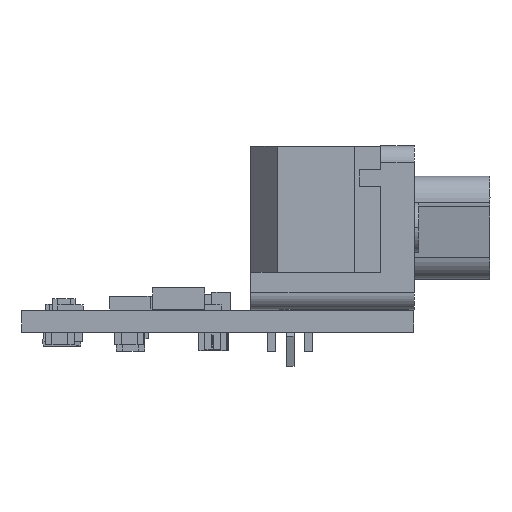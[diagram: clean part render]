
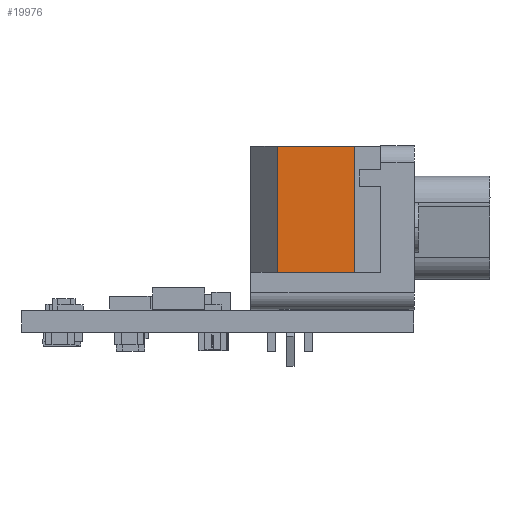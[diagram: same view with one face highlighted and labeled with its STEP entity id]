
A CAD part, left-side view. The second image highlights one B-rep face of the part: STEP entity #19976.
In plain terms, the highlighted planar face has unit normal (-1, 0, 0).
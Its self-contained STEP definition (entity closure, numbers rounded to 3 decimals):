
#19939 = PLANE('',#19940);
#19940 = AXIS2_PLACEMENT_3D('',#19941,#19942,#19943);
#19941 = CARTESIAN_POINT('',(0.,6.25,-7.299)
  );
#19942 = DIRECTION('',(0.,-1.,0.));
#19943 = DIRECTION('',(1.,0.,0.));
#19976 = ADVANCED_FACE('',(#19977),#19991,.T.);
#19977 = FACE_BOUND('',#19978,.T.);
#19978 = EDGE_LOOP('',(#19979,#20014,#20042,#20065));
#19979 = ORIENTED_EDGE('',*,*,#19980,.F.);
#19980 = EDGE_CURVE('',#19981,#19983,#19985,.T.);
#19981 = VERTEX_POINT('',#19982);
#19982 = CARTESIAN_POINT('',(-10.505,-3.4,-4.56));
#19983 = VERTEX_POINT('',#19984);
#19984 = CARTESIAN_POINT('',(-10.505,-3.4,-10.5));
#19985 = SURFACE_CURVE('',#19986,(#19990,#20002),.PCURVE_S1.);
#19986 = LINE('',#19987,#19988);
#19987 = CARTESIAN_POINT('',(-10.51,-3.4,-7.844));
#19988 = VECTOR('',#19989,1.);
#19989 = DIRECTION('',(0.,0.,-1.));
#19990 = PCURVE('',#19991,#19996);
#19991 = PLANE('',#19992);
#19992 = AXIS2_PLACEMENT_3D('',#19993,#19994,#19995);
#19993 = CARTESIAN_POINT('',(-10.51,6.25,-7.53));
#19994 = DIRECTION('',(-1.,0.,0.));
#19995 = DIRECTION('',(0.,0.,-1.));
#19996 = DEFINITIONAL_REPRESENTATION('',(#19997),#20001);
#19997 = LINE('',#19998,#19999);
#19998 = CARTESIAN_POINT('',(0.314,9.65));
#19999 = VECTOR('',#20000,1.);
#20000 = DIRECTION('',(1.,0.));
#20001 = ( GEOMETRIC_REPRESENTATION_CONTEXT(2) 
PARAMETRIC_REPRESENTATION_CONTEXT() REPRESENTATION_CONTEXT('2D SPACE',''
  ) );
#20002 = PCURVE('',#20003,#20008);
#20003 = PLANE('',#20004);
#20004 = AXIS2_PLACEMENT_3D('',#20005,#20006,#20007);
#20005 = CARTESIAN_POINT('',(-19.6,-3.4,-8.159));
#20006 = DIRECTION('',(0.,-1.,0.));
#20007 = DIRECTION('',(0.,0.,-1.));
#20008 = DEFINITIONAL_REPRESENTATION('',(#20009),#20013);
#20009 = LINE('',#20010,#20011);
#20010 = CARTESIAN_POINT('',(-0.314,9.09));
#20011 = VECTOR('',#20012,1.);
#20012 = DIRECTION('',(1.,0.));
#20013 = ( GEOMETRIC_REPRESENTATION_CONTEXT(2) 
PARAMETRIC_REPRESENTATION_CONTEXT() REPRESENTATION_CONTEXT('2D SPACE',''
  ) );
#20014 = ORIENTED_EDGE('',*,*,#20015,.F.);
#20015 = EDGE_CURVE('',#20016,#19981,#20018,.T.);
#20016 = VERTEX_POINT('',#20017);
#20017 = CARTESIAN_POINT('',(-10.505,6.25,-4.56));
#20018 = SURFACE_CURVE('',#20019,(#20023,#20030),.PCURVE_S1.);
#20019 = LINE('',#20020,#20021);
#20020 = CARTESIAN_POINT('',(-10.51,6.25,-4.56));
#20021 = VECTOR('',#20022,1.);
#20022 = DIRECTION('',(0.,-1.,0.));
#20023 = PCURVE('',#19991,#20024);
#20024 = DEFINITIONAL_REPRESENTATION('',(#20025),#20029);
#20025 = LINE('',#20026,#20027);
#20026 = CARTESIAN_POINT('',(-2.97,0.));
#20027 = VECTOR('',#20028,1.);
#20028 = DIRECTION('',(0.,1.));
#20029 = ( GEOMETRIC_REPRESENTATION_CONTEXT(2) 
PARAMETRIC_REPRESENTATION_CONTEXT() REPRESENTATION_CONTEXT('2D SPACE',''
  ) );
#20030 = PCURVE('',#20031,#20036);
#20031 = PLANE('',#20032);
#20032 = AXIS2_PLACEMENT_3D('',#20033,#20034,#20035);
#20033 = CARTESIAN_POINT('',(-9.325,6.25,-3.56));
#20034 = DIRECTION('',(-0.648,0.,
    0.762));
#20035 = DIRECTION('',(-0.762,0.,
    -0.648));
#20036 = DEFINITIONAL_REPRESENTATION('',(#20037),#20041);
#20037 = LINE('',#20038,#20039);
#20038 = CARTESIAN_POINT('',(1.551,0.));
#20039 = VECTOR('',#20040,1.);
#20040 = DIRECTION('',(0.,1.));
#20041 = ( GEOMETRIC_REPRESENTATION_CONTEXT(2) 
PARAMETRIC_REPRESENTATION_CONTEXT() REPRESENTATION_CONTEXT('2D SPACE',''
  ) );
#20042 = ORIENTED_EDGE('',*,*,#20043,.T.);
#20043 = EDGE_CURVE('',#20016,#20044,#20046,.T.);
#20044 = VERTEX_POINT('',#20045);
#20045 = CARTESIAN_POINT('',(-10.505,6.25,-10.5));
#20046 = SURFACE_CURVE('',#20047,(#20051,#20058),.PCURVE_S1.);
#20047 = LINE('',#20048,#20049);
#20048 = CARTESIAN_POINT('',(-10.51,6.25,-4.56));
#20049 = VECTOR('',#20050,1.);
#20050 = DIRECTION('',(0.,0.,-1.));
#20051 = PCURVE('',#19991,#20052);
#20052 = DEFINITIONAL_REPRESENTATION('',(#20053),#20057);
#20053 = LINE('',#20054,#20055);
#20054 = CARTESIAN_POINT('',(-2.97,0.));
#20055 = VECTOR('',#20056,1.);
#20056 = DIRECTION('',(1.,0.));
#20057 = ( GEOMETRIC_REPRESENTATION_CONTEXT(2) 
PARAMETRIC_REPRESENTATION_CONTEXT() REPRESENTATION_CONTEXT('2D SPACE',''
  ) );
#20058 = PCURVE('',#19939,#20059);
#20059 = DEFINITIONAL_REPRESENTATION('',(#20060),#20064);
#20060 = LINE('',#20061,#20062);
#20061 = CARTESIAN_POINT('',(-10.51,2.739));
#20062 = VECTOR('',#20063,1.);
#20063 = DIRECTION('',(0.,-1.));
#20064 = ( GEOMETRIC_REPRESENTATION_CONTEXT(2) 
PARAMETRIC_REPRESENTATION_CONTEXT() REPRESENTATION_CONTEXT('2D SPACE',''
  ) );
#20065 = ORIENTED_EDGE('',*,*,#20066,.T.);
#20066 = EDGE_CURVE('',#20044,#19983,#20067,.T.);
#20067 = SURFACE_CURVE('',#20068,(#20072,#20079),.PCURVE_S1.);
#20068 = LINE('',#20069,#20070);
#20069 = CARTESIAN_POINT('',(-10.5,6.25,-10.5));
#20070 = VECTOR('',#20071,1.);
#20071 = DIRECTION('',(0.,-1.,0.));
#20072 = PCURVE('',#19991,#20073);
#20073 = DEFINITIONAL_REPRESENTATION('',(#20074),#20078);
#20074 = LINE('',#20075,#20076);
#20075 = CARTESIAN_POINT('',(2.97,0.));
#20076 = VECTOR('',#20077,1.);
#20077 = DIRECTION('',(0.,1.));
#20078 = ( GEOMETRIC_REPRESENTATION_CONTEXT(2) 
PARAMETRIC_REPRESENTATION_CONTEXT() REPRESENTATION_CONTEXT('2D SPACE',''
  ) );
#20079 = PCURVE('',#20080,#20085);
#20080 = PLANE('',#20081);
#20081 = AXIS2_PLACEMENT_3D('',#20082,#20083,#20084);
#20082 = CARTESIAN_POINT('',(-9.325,6.25,-11.5));
#20083 = DIRECTION('',(-0.648,0.,
    -0.762));
#20084 = DIRECTION('',(0.762,0.,
    -0.648));
#20085 = DEFINITIONAL_REPRESENTATION('',(#20086),#20090);
#20086 = LINE('',#20087,#20088);
#20087 = CARTESIAN_POINT('',(-1.543,0.));
#20088 = VECTOR('',#20089,1.);
#20089 = DIRECTION('',(0.,1.));
#20090 = ( GEOMETRIC_REPRESENTATION_CONTEXT(2) 
PARAMETRIC_REPRESENTATION_CONTEXT() REPRESENTATION_CONTEXT('2D SPACE',''
  ) );
